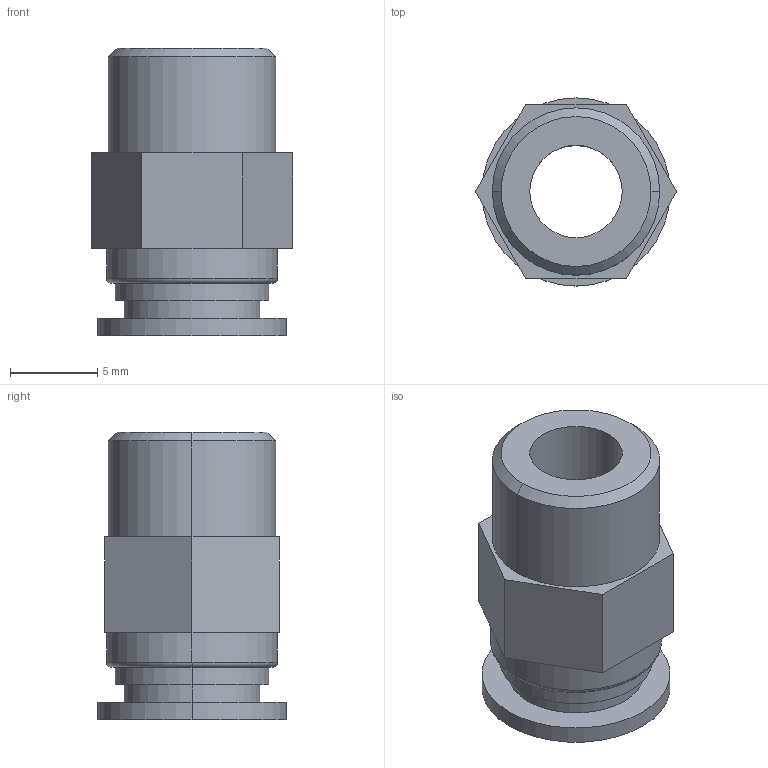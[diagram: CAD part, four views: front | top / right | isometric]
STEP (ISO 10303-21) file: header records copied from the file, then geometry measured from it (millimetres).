
FILE_DESCRIPTION (( 'STEP AP214' ), '1' );
FILE_NAME ('Pneumatic joint.step', '2018-06-21T12:59:36', ( 'User' ), ( 'china' ), 'SwSTEP 2.0', 'SolidWorks 2016', '' );
FILE_SCHEMA (( 'AUTOMOTIVE_DESIGN' ));
Length unit declared in the file: millimetre
Products named in the file (1): Pneumatic joint
Bounding box: 11.55 x 10.8 x 16.5 mm (x, y, z)
Volume: 807.9 mm3; surface area: 1025.7 mm2
Topology: 1 solids, 1 shells, 32 faces, 68 edges, 44 vertices
Faces by surface type: cylinder 14, plane 14, torus 2, cone 2
Entity records: 912 total; most frequent: DIRECTION 168, CARTESIAN_POINT 145, ORIENTED_EDGE 136, EDGE_CURVE 68, AXIS2_PLACEMENT_3D 67, VERTEX_POINT 44, EDGE_LOOP 40, VECTOR 34
